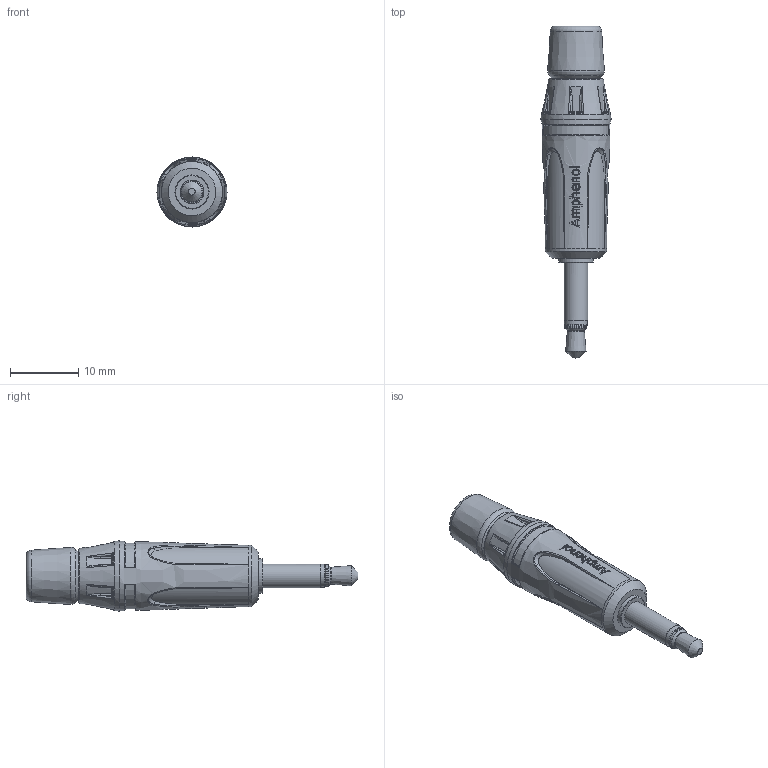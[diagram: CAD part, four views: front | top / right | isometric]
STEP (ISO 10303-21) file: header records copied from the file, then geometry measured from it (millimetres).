
FILE_DESCRIPTION((''),'2;1');
FILE_NAME('KM2P_Shrinkwrap_1.stp','2012-12-19T09:52:26',('minh'),(''),'Autodesk Inventor 2012','Autodesk Inventor 2012','');
FILE_SCHEMA(('AUTOMOTIVE_DESIGN { 1 0 10303 214 1 1 1 1 }'));
Length unit declared in the file: inch
Products named in the file (1): KM2P_Shrinkwrap_1
Bounding box: 10.3 x 48.8 x 10.3 mm (x, y, z)
Volume: 1296.7 mm3; surface area: 2352.1 mm2
Topology: 1 solids, 11 shells, 727 faces, 1984 edges, 1246 vertices
Faces by surface type: plane 322, bspline 181, cylinder 106, cone 83, torus 23, sphere 12
Full cylindrical faces by diameter (mm): 1 x2, 1.05 x1, 1.6 x1, 1.7 x1, 2 x1, 2.4 x1, 3.2 x1, 3.4 x1, 3.5 x1, 5 x1, 5.4 x1, 5.7 x1, 6.4 x1, 7 x1, 7.35 x3, 9 x1
Entity records: 27729 total; most frequent: CARTESIAN_POINT 10504, ORIENTED_EDGE 3722, DIRECTION 2890, EDGE_CURVE 1861, VERTEX_POINT 1203, AXIS2_PLACEMENT_3D 1052, EDGE_LOOP 826, VECTOR 786
